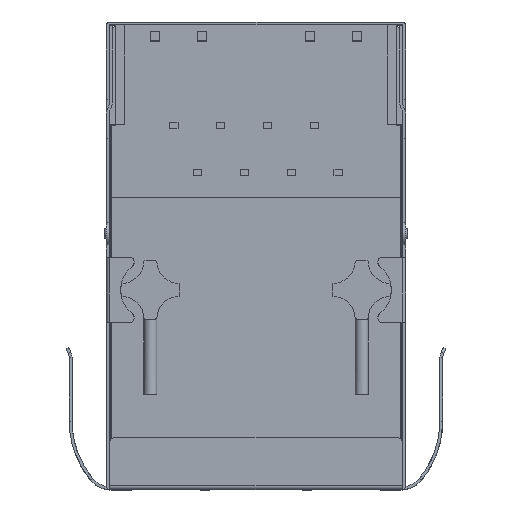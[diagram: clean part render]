
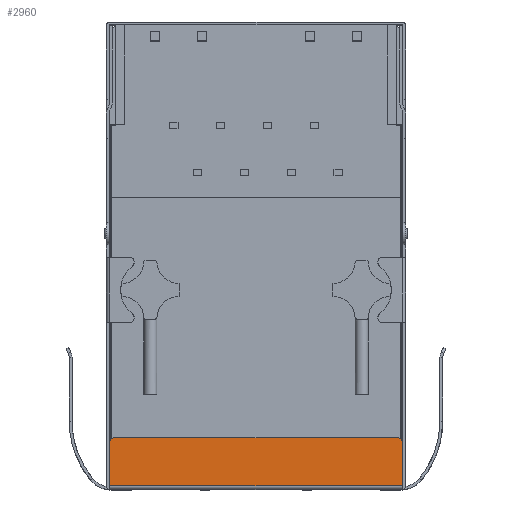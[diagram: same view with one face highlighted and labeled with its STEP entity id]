
A CAD part, top view. The second image highlights one B-rep face of the part: STEP entity #2960.
In plain terms, the highlighted planar face has unit normal (0, 0, 1).
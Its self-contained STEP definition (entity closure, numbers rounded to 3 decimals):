
#2960 = ADVANCED_FACE( '', ( #6170 ), #6171, .F. );
#6170 = FACE_OUTER_BOUND( '', #9981, .T. );
#6171 = PLANE( '', #9982 );
#9981 = EDGE_LOOP( '', ( #19106, #19107, #19108, #19109, #19110, #19111 ) );
#9982 = AXIS2_PLACEMENT_3D( '', #19112, #19113, #19114 );
#19106 = ORIENTED_EDGE( '', *, *, #24816, .F. );
#19107 = ORIENTED_EDGE( '', *, *, #24116, .T. );
#19108 = ORIENTED_EDGE( '', *, *, #25374, .F. );
#19109 = ORIENTED_EDGE( '', *, *, #23702, .T. );
#19110 = ORIENTED_EDGE( '', *, *, #24546, .T. );
#19111 = ORIENTED_EDGE( '', *, *, #24077, .T. );
#19112 = CARTESIAN_POINT( '', ( -7.9, -12.65, 6.75 ) );
#19113 = DIRECTION( '', ( 0., 0., -1. ) );
#19114 = DIRECTION( '', ( 0., 1., 0. ) );
#23702 = EDGE_CURVE( '', #29301, #29299, #29302, .T. );
#24077 = EDGE_CURVE( '', #29848, #29849, #29850, .F. );
#24116 = EDGE_CURVE( '', #29910, #29911, #29912, .F. );
#24546 = EDGE_CURVE( '', #29299, #29848, #30494, .T. );
#24816 = EDGE_CURVE( '', #29910, #29849, #30843, .T. );
#25374 = EDGE_CURVE( '', #29301, #29911, #31504, .T. );
#29299 = VERTEX_POINT( '', #37340 );
#29301 = VERTEX_POINT( '', #37342 );
#29302 = LINE( '', #37343, #37344 );
#29848 = VERTEX_POINT( '', #38213 );
#29849 = VERTEX_POINT( '', #38214 );
#29850 = CIRCLE( '', #38215, 0.2 );
#29910 = VERTEX_POINT( '', #38305 );
#29911 = VERTEX_POINT( '', #38306 );
#29912 = CIRCLE( '', #38307, 0.2 );
#30494 = LINE( '', #39296, #39297 );
#30843 = LINE( '', #39854, #39855 );
#31504 = LINE( '', #40890, #40891 );
#37340 = CARTESIAN_POINT( '', ( 7.9, -12.45, 6.75 ) );
#37342 = CARTESIAN_POINT( '', ( -7.9, -12.45, 6.75 ) );
#37343 = CARTESIAN_POINT( '', ( -7.9, -12.45, 6.75 ) );
#37344 = VECTOR( '', #43766, 1000. );
#38213 = CARTESIAN_POINT( '', ( 7.9, -10.05, 6.75 ) );
#38214 = CARTESIAN_POINT( '', ( 7.7, -9.85, 6.75 ) );
#38215 = AXIS2_PLACEMENT_3D( '', #44130, #44131, #44132 );
#38305 = CARTESIAN_POINT( '', ( -7.7, -9.85, 6.75 ) );
#38306 = CARTESIAN_POINT( '', ( -7.9, -10.05, 6.75 ) );
#38307 = AXIS2_PLACEMENT_3D( '', #44170, #44171, #44172 );
#39296 = CARTESIAN_POINT( '', ( 7.9, -12.65, 6.75 ) );
#39297 = VECTOR( '', #44563, 1000. );
#39854 = CARTESIAN_POINT( '', ( -7.9, -9.85, 6.75 ) );
#39855 = VECTOR( '', #44809, 1000. );
#40890 = CARTESIAN_POINT( '', ( -7.9, -12.65, 6.75 ) );
#40891 = VECTOR( '', #45293, 1000. );
#43766 = DIRECTION( '', ( 1., 0., 0. ) );
#44130 = CARTESIAN_POINT( '', ( 7.7, -10.05, 6.75 ) );
#44131 = DIRECTION( '', ( 0., 0., -1. ) );
#44132 = DIRECTION( '', ( 0., 1., 0. ) );
#44170 = CARTESIAN_POINT( '', ( -7.7, -10.05, 6.75 ) );
#44171 = DIRECTION( '', ( 0., 0., -1. ) );
#44172 = DIRECTION( '', ( 0., 1., 0. ) );
#44563 = DIRECTION( '', ( 0., 1., 0. ) );
#44809 = DIRECTION( '', ( 1., 0., 0. ) );
#45293 = DIRECTION( '', ( 0., 1., 0. ) );
